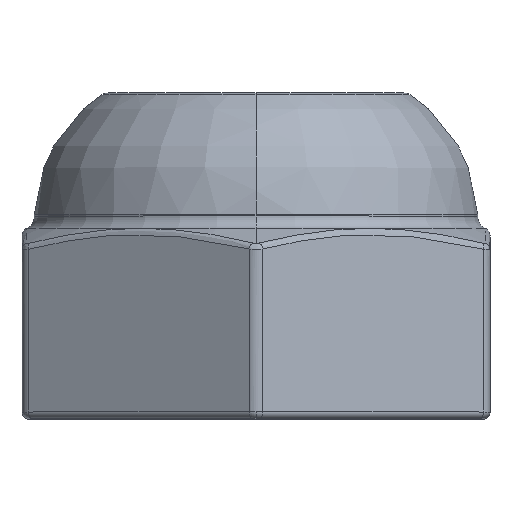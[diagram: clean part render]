
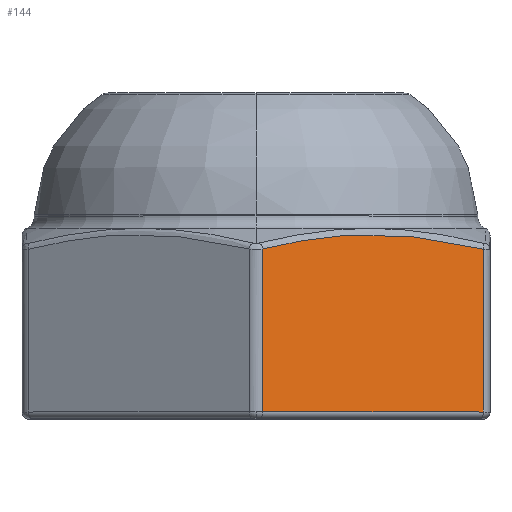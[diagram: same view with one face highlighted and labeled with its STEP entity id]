
A CAD part, top view. The second image highlights one B-rep face of the part: STEP entity #144.
In plain terms, the highlighted planar face has unit normal (0.5, 0, 0.866).
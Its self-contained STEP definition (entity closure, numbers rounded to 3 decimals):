
#62 = CARTESIAN_POINT ( 'NONE',  ( 2.855, 2.67, 2.393 ) ) ;
#144 = ADVANCED_FACE ( 'NONE', ( #974 ), #2780, .F. ) ;
#152 = CARTESIAN_POINT ( 'NONE',  ( 0.1, 2.535, 3.984 ) ) ;
#420 = CARTESIAN_POINT ( 'NONE',  ( 0., 2.9, 4.041 ) ) ;
#623 = DIRECTION ( 'NONE',  ( -0.5, 0., -0.866 ) ) ;
#674 = CARTESIAN_POINT ( 'NONE',  ( 3.4, 2.535, 2.078 ) ) ;
#701 = CARTESIAN_POINT ( 'NONE',  ( 0.65, 2.659, 3.666 ) ) ;
#866 = LINE ( 'NONE', #1902, #3978 ) ;
#886 = VERTEX_POINT ( 'NONE', #2187 ) ;
#927 = EDGE_CURVE ( 'NONE', #886, #2569, #4150, .T. ) ;
#959 = ORIENTED_EDGE ( 'NONE', *, *, #1188, .T. ) ;
#974 = FACE_OUTER_BOUND ( 'NONE', #3791, .T. ) ;
#1168 = DIRECTION ( 'NONE',  ( 0.866, 0., -0.5 ) ) ;
#1188 = EDGE_CURVE ( 'NONE', #4887, #5126, #866, .T. ) ;
#1492 = ORIENTED_EDGE ( 'NONE', *, *, #1701, .T. ) ;
#1701 = EDGE_CURVE ( 'NONE', #5126, #886, #4864, .T. ) ;
#1723 = ORIENTED_EDGE ( 'NONE', *, *, #927, .T. ) ;
#1902 = CARTESIAN_POINT ( 'NONE',  ( 3.4, 2.9, 2.078 ) ) ;
#1922 = CARTESIAN_POINT ( 'NONE',  ( 3.4, 2.535, 2.078 ) ) ;
#2088 = CARTESIAN_POINT ( 'NONE',  ( 1.204, 2.735, 3.346 ) ) ;
#2095 = CARTESIAN_POINT ( 'NONE',  ( 3.4, 0.1, 2.078 ) ) ;
#2187 = CARTESIAN_POINT ( 'NONE',  ( 0.1, 2.535, 3.984 ) ) ;
#2310 = EDGE_CURVE ( 'NONE', #2569, #4887, #3619, .T. ) ;
#2313 = AXIS2_PLACEMENT_3D ( 'NONE', #420, #623, #3989 ) ;
#2569 = VERTEX_POINT ( 'NONE', #2610 ) ;
#2610 = CARTESIAN_POINT ( 'NONE',  ( 0.1, 0.1, 3.984 ) ) ;
#2658 = VECTOR ( 'NONE', #1168, 1000. ) ;
#2695 = DIRECTION ( 'NONE',  ( 0., -1., 0. ) ) ;
#2780 = PLANE ( 'NONE',  #2313 ) ;
#3601 = CARTESIAN_POINT ( 'NONE',  ( 1.48, 2.754, 3.187 ) ) ;
#3619 = LINE ( 'NONE', #4935, #2658 ) ;
#3791 = EDGE_LOOP ( 'NONE', ( #959, #1492, #1723, #5128 ) ) ;
#3968 = CARTESIAN_POINT ( 'NONE',  ( 2.307, 2.753, 2.71 ) ) ;
#3978 = VECTOR ( 'NONE', #4428, 1000. ) ;
#3989 = DIRECTION ( 'NONE',  ( -0.866, 0., 0.5 ) ) ;
#4150 = LINE ( 'NONE', #4707, #5106 ) ;
#4264 = CARTESIAN_POINT ( 'NONE',  ( 0.374, 2.603, 3.826 ) ) ;
#4428 = DIRECTION ( 'NONE',  ( 0., 1., 0. ) ) ;
#4707 = CARTESIAN_POINT ( 'NONE',  ( 0.1, 2.9, 3.984 ) ) ;
#4864 = B_SPLINE_CURVE_WITH_KNOTS ( 'NONE', 3,
 ( #674, #62, #3968, #3601, #2088, #701, #4264, #152 ),
 .UNSPECIFIED., .F., .F.,
 ( 4, 2, 2, 4 ),
 ( 0., 0.002, 0.003, 0.004 ),
 .UNSPECIFIED. ) ;
#4887 = VERTEX_POINT ( 'NONE', #2095 ) ;
#4935 = CARTESIAN_POINT ( 'NONE',  ( 0., 0.1, 4.041 ) ) ;
#5106 = VECTOR ( 'NONE', #2695, 1000. ) ;
#5126 = VERTEX_POINT ( 'NONE', #1922 ) ;
#5128 = ORIENTED_EDGE ( 'NONE', *, *, #2310, .T. ) ;
